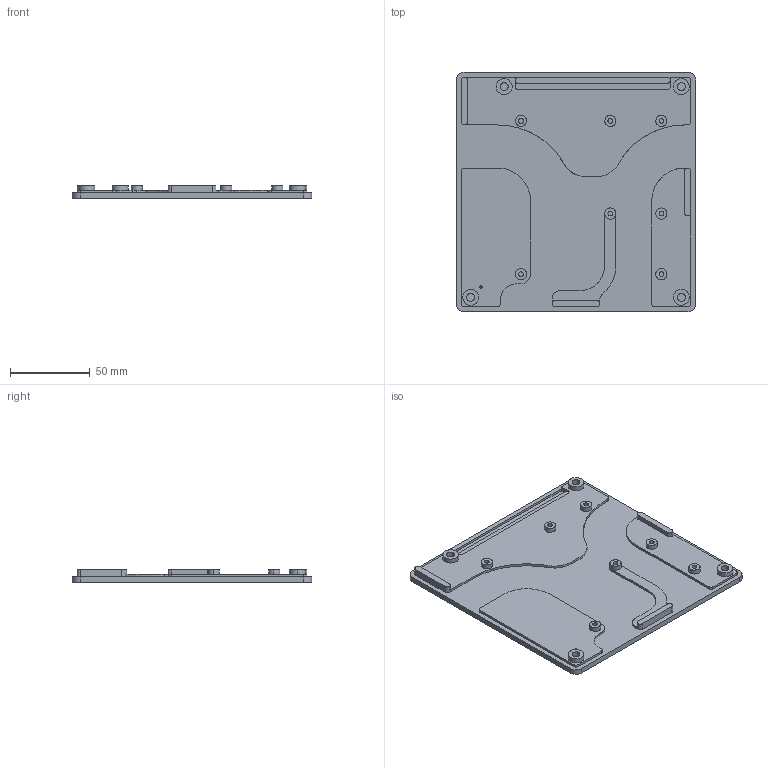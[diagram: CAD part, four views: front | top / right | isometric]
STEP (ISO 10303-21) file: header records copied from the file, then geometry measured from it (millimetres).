
FILE_DESCRIPTION(/* description */ (''),/* implementation_level */ '2;1');
FILE_NAME(/* name */ 'Core-topcase-channels-latest',/* time_stamp */ '2020-04-01T17:47:05+03:00',/* author */ (''),/* organization */ (''),/* preprocessor_version */ 'ST-DEVELOPER v15',/* originating_system */ '',/* authorisation */ '');
FILE_SCHEMA (('CONFIG_CONTROL_DESIGN'));
Length unit declared in the file: millimetre
Products named in the file (1): Document
Bounding box: 150 x 150 x 8 mm (x, y, z)
Volume: 97233.8 mm3; surface area: 50941.9 mm2
Topology: 1 solids, 1 shells, 155 faces, 378 edges, 250 vertices
Faces by surface type: bspline 87, plane 68
Entity records: 5271 total; most frequent: CARTESIAN_POINT 2873, ORIENTED_EDGE 756, EDGE_CURVE 378, VERTEX_POINT 250, B_SPLINE_CURVE_WITH_KNOTS 199, EDGE_LOOP 182, ADVANCED_FACE 155, FACE_OUTER_BOUND 155
